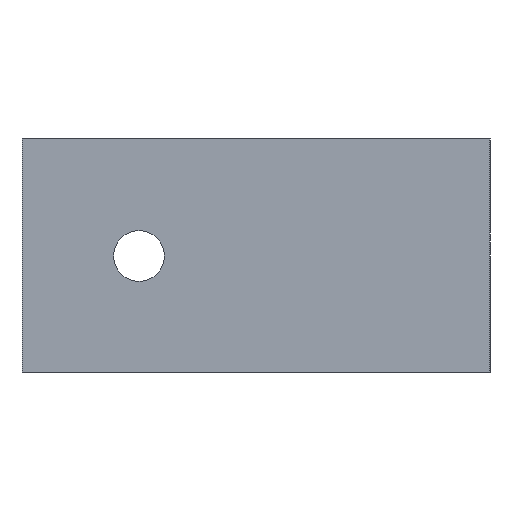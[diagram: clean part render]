
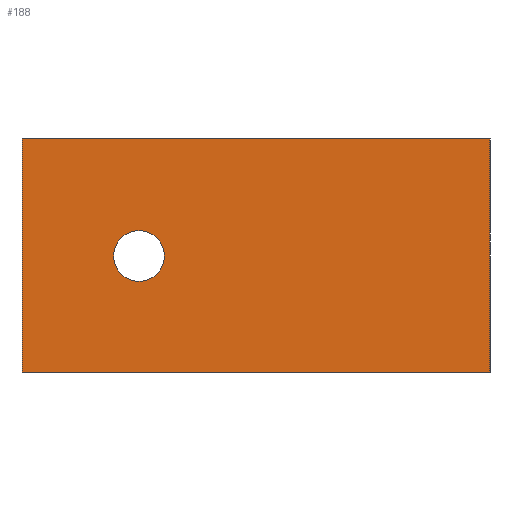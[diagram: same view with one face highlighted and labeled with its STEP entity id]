
A CAD part, left-side view. The second image highlights one B-rep face of the part: STEP entity #188.
In plain terms, the highlighted planar face has unit normal (-1, 0, 0).
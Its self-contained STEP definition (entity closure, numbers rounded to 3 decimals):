
#75 = AXIS2_PLACEMENT_3D ( 'NONE', #119, #120, #121 ) ;
#117 = CARTESIAN_POINT ( 'NONE',  ( -60., 60., 15. ) ) ;
#118 = DIRECTION ( 'NONE',  ( 0., 0., 1. ) ) ;
#119 = CARTESIAN_POINT ( 'NONE',  ( -60., 45., 15. ) ) ;
#120 = DIRECTION ( 'NONE',  ( -1., 0., 0. ) ) ;
#121 = DIRECTION ( 'NONE',  ( 0., 1., 0. ) ) ;
#157 = CARTESIAN_POINT ( 'NONE',  ( -60., 48.25, 15. ) ) ;
#170 = CARTESIAN_POINT ( 'NONE',  ( -60., 41.75, 15. ) ) ;
#172 = CARTESIAN_POINT ( 'NONE',  ( -60., 0., 30. ) ) ;
#176 = CARTESIAN_POINT ( 'NONE',  ( -60., 60., 30. ) ) ;
#188 = ADVANCED_FACE ( 'NONE', ( #625, #622 ), #540, .F. ) ;
#208 = LINE ( 'NONE', #117, #210 ) ;
#210 = VECTOR ( 'NONE', #118, 1000. ) ;
#212 = CIRCLE ( 'NONE', #75, 3.25 ) ;
#269 = DIRECTION ( 'NONE',  ( 0., 1., 0. ) ) ;
#270 = DIRECTION ( 'NONE',  ( -1., 0., 0. ) ) ;
#271 = CARTESIAN_POINT ( 'NONE',  ( -60., 45., 15. ) ) ;
#291 = EDGE_CURVE ( 'NONE', #428, #452, #692, .T. ) ;
#360 = DIRECTION ( 'NONE',  ( 0., -1., 0. ) ) ;
#361 = CARTESIAN_POINT ( 'NONE',  ( -60., 30., 0. ) ) ;
#363 = DIRECTION ( 'NONE',  ( 0., -1., 0. ) ) ;
#364 = CARTESIAN_POINT ( 'NONE',  ( -60., 30., 30. ) ) ;
#365 = DIRECTION ( 'NONE',  ( 0., 0., 1. ) ) ;
#366 = CARTESIAN_POINT ( 'NONE',  ( -60., 0., 15. ) ) ;
#378 = EDGE_CURVE ( 'NONE', #473, #454, #667, .T. ) ;
#379 = EDGE_CURVE ( 'NONE', #467, #454, #670, .T. ) ;
#380 = EDGE_CURVE ( 'NONE', #471, #473, #674, .T. ) ;
#402 = EDGE_CURVE ( 'NONE', #471, #467, #208, .T. ) ;
#403 = EDGE_CURVE ( 'NONE', #452, #428, #212, .T. ) ;
#428 = VERTEX_POINT ( 'NONE', #157 ) ;
#452 = VERTEX_POINT ( 'NONE', #170 ) ;
#454 = VERTEX_POINT ( 'NONE', #172 ) ;
#467 = VERTEX_POINT ( 'NONE', #176 ) ;
#471 = VERTEX_POINT ( 'NONE', #494 ) ;
#473 = VERTEX_POINT ( 'NONE', #495 ) ;
#483 = AXIS2_PLACEMENT_3D ( 'NONE', #539, #538, #537 ) ;
#490 = AXIS2_PLACEMENT_3D ( 'NONE', #271, #270, #269 ) ;
#494 = CARTESIAN_POINT ( 'NONE',  ( -60., 60., 0. ) ) ;
#495 = CARTESIAN_POINT ( 'NONE',  ( -60., 0., 0. ) ) ;
#537 = DIRECTION ( 'NONE',  ( 0., 0., -1. ) ) ;
#538 = DIRECTION ( 'NONE',  ( 1., 0., 0. ) ) ;
#539 = CARTESIAN_POINT ( 'NONE',  ( -60., 0., 30. ) ) ;
#540 = PLANE ( 'NONE',  #483 ) ;
#554 = ORIENTED_EDGE ( 'NONE', *, *, #402, .F. ) ;
#555 = ORIENTED_EDGE ( 'NONE', *, *, #380, .T. ) ;
#556 = ORIENTED_EDGE ( 'NONE', *, *, #378, .T. ) ;
#557 = ORIENTED_EDGE ( 'NONE', *, *, #379, .F. ) ;
#558 = ORIENTED_EDGE ( 'NONE', *, *, #291, .F. ) ;
#559 = ORIENTED_EDGE ( 'NONE', *, *, #403, .F. ) ;
#576 = EDGE_LOOP ( 'NONE', ( #556, #557, #554, #555 ) ) ;
#577 = EDGE_LOOP ( 'NONE', ( #558, #559 ) ) ;
#622 = FACE_OUTER_BOUND ( 'NONE', #576, .T. ) ;
#625 = FACE_BOUND ( 'NONE', #577, .T. ) ;
#667 = LINE ( 'NONE', #366, #669 ) ;
#669 = VECTOR ( 'NONE', #365, 1000. ) ;
#670 = LINE ( 'NONE', #364, #671 ) ;
#671 = VECTOR ( 'NONE', #363, 1000. ) ;
#672 = VECTOR ( 'NONE', #360, 1000. ) ;
#674 = LINE ( 'NONE', #361, #672 ) ;
#692 = CIRCLE ( 'NONE', #490, 3.25 ) ;
